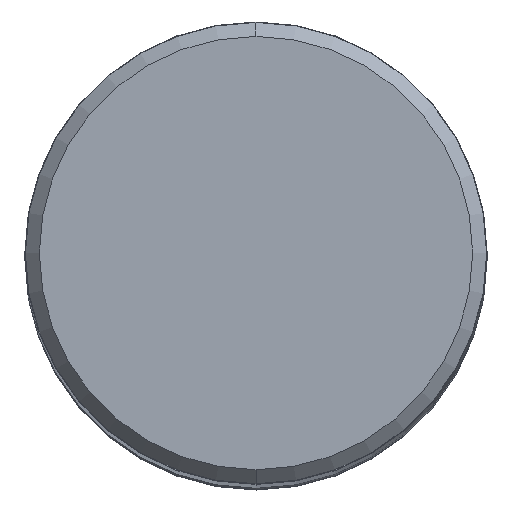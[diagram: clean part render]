
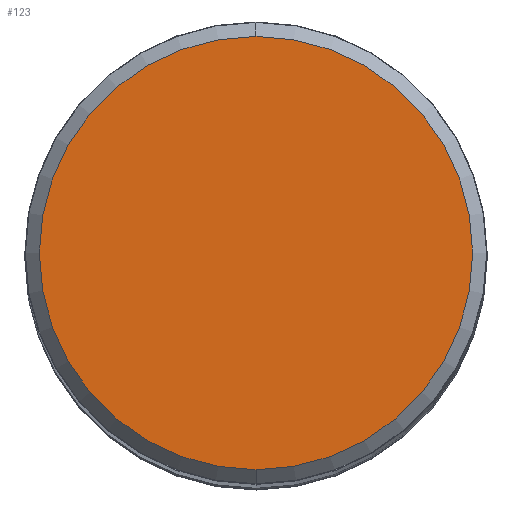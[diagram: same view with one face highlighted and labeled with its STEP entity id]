
A CAD part, top view. The second image highlights one B-rep face of the part: STEP entity #123.
In plain terms, the highlighted planar face has unit normal (0, 0, 1).
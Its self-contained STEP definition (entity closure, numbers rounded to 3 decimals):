
#52=PLANE('',#1123);
#123=ADVANCED_FACE('',(#204),#52,.F.);
#204=FACE_OUTER_BOUND('',#264,.T.);
#264=EDGE_LOOP('',(#448,#449));
#448=ORIENTED_EDGE('',*,*,#675,.T.);
#449=ORIENTED_EDGE('',*,*,#679,.T.);
#571=VERTEX_POINT('',#1720);
#572=VERTEX_POINT('',#1722);
#675=EDGE_CURVE('',#572,#571,#781,.T.);
#679=EDGE_CURVE('',#571,#572,#784,.T.);
#781=CIRCLE('',#1116,14.875);
#784=CIRCLE('',#1121,14.875);
#1116=AXIS2_PLACEMENT_3D('',#1721,#1417,#1418);
#1121=AXIS2_PLACEMENT_3D('',#1729,#1428,#1429);
#1123=AXIS2_PLACEMENT_3D('',#1731,#1432,#1433);
#1417=DIRECTION('',(0.,0.,1.));
#1418=DIRECTION('',(0.,1.,0.));
#1428=DIRECTION('',(0.,0.,1.));
#1429=DIRECTION('',(0.,-1.,0.));
#1432=DIRECTION('',(0.,0.,-1.));
#1433=DIRECTION('',(0.,1.,0.));
#1720=CARTESIAN_POINT('',(0.,-14.875,0.));
#1721=CARTESIAN_POINT('',(0.,0.,0.));
#1722=CARTESIAN_POINT('',(0.,14.875,0.));
#1729=CARTESIAN_POINT('',(0.,0.,0.));
#1731=CARTESIAN_POINT('',(0.,0.,0.));
